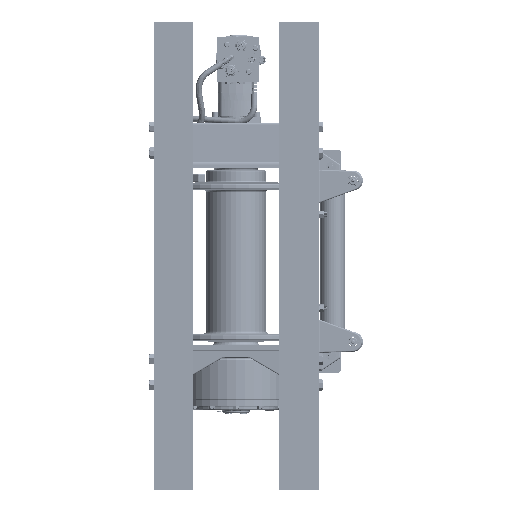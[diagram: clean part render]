
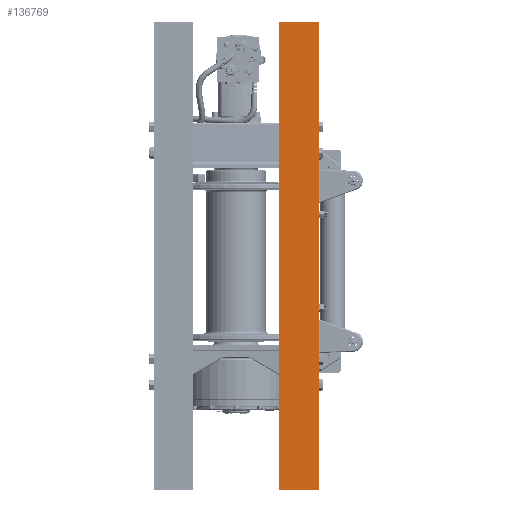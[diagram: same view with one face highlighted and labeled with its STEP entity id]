
A CAD part, front view. The second image highlights one B-rep face of the part: STEP entity #136769.
In plain terms, the highlighted planar face has unit normal (0, -1, 0).
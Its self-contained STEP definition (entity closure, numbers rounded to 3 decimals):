
#136216=DIRECTION('',(0.,0.,-1.));
#136217=VECTOR('',#136216,47.5);
#136218=CARTESIAN_POINT('',(8.375,-9.625,13.281));
#136219=LINE('',#136218,#136217);
#136356=DIRECTION('',(0.,0.,-1.));
#136357=VECTOR('',#136356,47.5);
#136358=CARTESIAN_POINT('',(4.375,-9.625,13.281));
#136359=LINE('',#136358,#136357);
#136360=DIRECTION('',(1.,0.,0.));
#136361=VECTOR('',#136360,4.);
#136362=CARTESIAN_POINT('',(4.375,-9.625,-34.219));
#136363=LINE('',#136362,#136361);
#136512=DIRECTION('',(1.,0.,0.));
#136513=VECTOR('',#136512,4.);
#136514=CARTESIAN_POINT('',(4.375,-9.625,13.281));
#136515=LINE('',#136514,#136513);
#136606=CARTESIAN_POINT('',(8.375,-9.625,13.281));
#136607=CARTESIAN_POINT('',(8.375,-9.625,-34.219));
#136608=VERTEX_POINT('',#136606);
#136609=VERTEX_POINT('',#136607);
#136618=CARTESIAN_POINT('',(4.375,-9.625,13.281));
#136619=CARTESIAN_POINT('',(4.375,-9.625,-34.219));
#136620=VERTEX_POINT('',#136618);
#136621=VERTEX_POINT('',#136619);
#136755=CARTESIAN_POINT('',(8.375,-9.625,-34.219));
#136756=DIRECTION('',(0.,1.,0.));
#136757=DIRECTION('',(0.,0.,-1.));
#136758=AXIS2_PLACEMENT_3D('',#136755,#136756,#136757);
#136759=PLANE('',#136758);
#136761=ORIENTED_EDGE('',*,*,#136760,.F.);
#136763=ORIENTED_EDGE('',*,*,#136762,.T.);
#136764=ORIENTED_EDGE('',*,*,#136703,.T.);
#136766=ORIENTED_EDGE('',*,*,#136765,.F.);
#136767=EDGE_LOOP('',(#136761,#136763,#136764,#136766));
#136768=FACE_OUTER_BOUND('',#136767,.F.);
#136703=EDGE_CURVE('',#136608,#136609,#136219,.T.);
#136760=EDGE_CURVE('',#136620,#136621,#136359,.T.);
#136762=EDGE_CURVE('',#136620,#136608,#136515,.T.);
#136765=EDGE_CURVE('',#136621,#136609,#136363,.T.);
#136769=ADVANCED_FACE('',(#136768),#136759,.F.);
